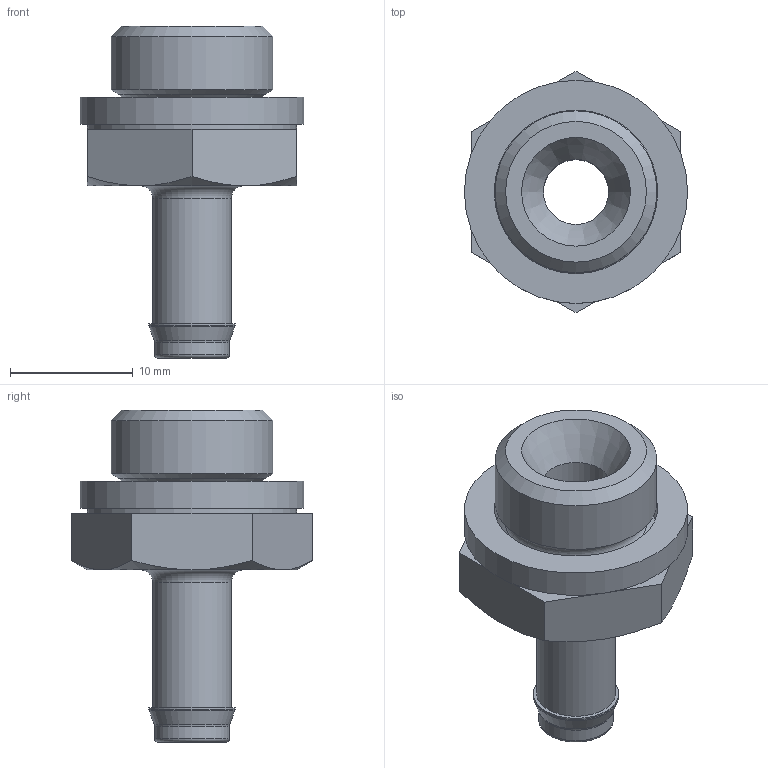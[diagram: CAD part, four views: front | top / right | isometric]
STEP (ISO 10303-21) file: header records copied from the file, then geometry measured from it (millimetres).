
FILE_DESCRIPTION(/* description */ ('STEP AP214'),/* implementation_level */ '2;1');
FILE_NAME(/* name */ '13973_CRCN-1_4-PK-6',/* time_stamp */ '2024-08-08T14:34:51+02:00',/* author */ ('License CC BY-ND 4.0'),/* organization */ ('CADENAS'),/* preprocessor_version */ 'ST-DEVELOPER v19.3',/* originating_system */ 'PARTsolutions',/* authorisation */ ' ');
FILE_SCHEMA (('AUTOMOTIVE_DESIGN {1 0 10303 214 3 1 1}'));
Length unit declared in the file: millimetre
Products named in the file (1): 13973 CRCN-1/4-PK-6
Bounding box: 18.15 x 19.63 x 27 mm (x, y, z)
Volume: 2300.3 mm3; surface area: 2062.4 mm2
Topology: 1 solids, 1 shells, 42 faces, 83 edges, 47 vertices
Faces by surface type: plane 18, cone 11, cylinder 8, torus 5
Full cylindrical faces by diameter (mm): 5.3 x1, 6.1 x1, 6.4 x1, 7 x1, 13.157 x1, 13.3 x1, 17 x1, 18.15 x1
Entity records: 1018 total; most frequent: CARTESIAN_POINT 191, DIRECTION 174, ORIENTED_EDGE 130, AXIS2_PLACEMENT_3D 78, EDGE_LOOP 66, FACE_BOUND 66, EDGE_CURVE 65, VERTEX_POINT 47
